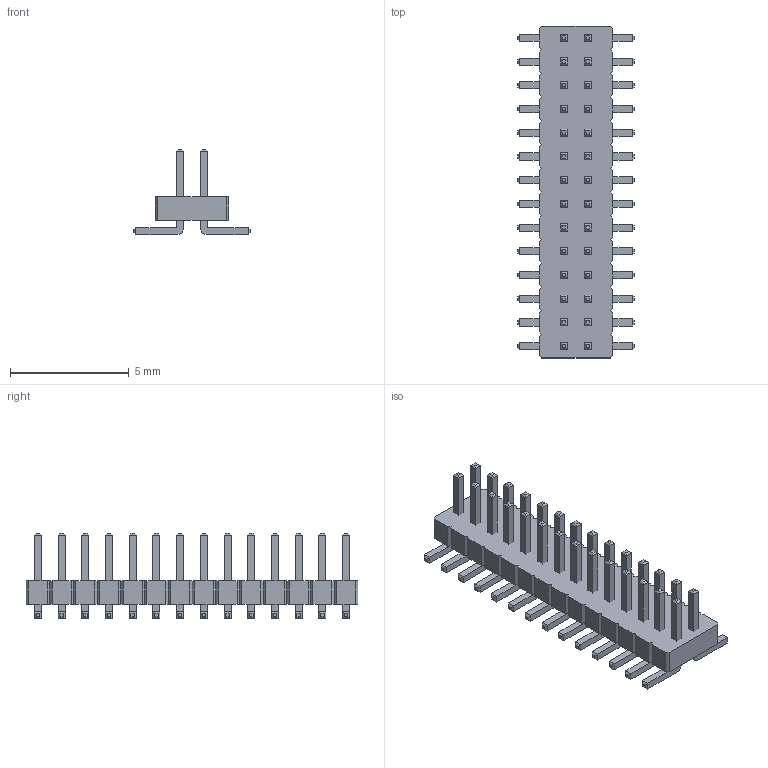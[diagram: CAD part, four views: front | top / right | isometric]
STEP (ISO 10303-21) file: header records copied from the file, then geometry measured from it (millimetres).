
FILE_DESCRIPTION(/* description */ ('model of PinHeader_2x14_P1.00mm_Vertical_SMD'),/* implementation_level */ '2;1');
FILE_NAME(/* name */ 'PinHeader_2x14_P1.00mm_Vertical_SMD.step',/* time_stamp */ '2018-01-24T12:24:48',/* author */ ('kicad StepUp','ksu'),/* organization */ ('FreeCAD'),/* preprocessor_version */ 'OCC',/* originating_system */ 'kicad StepUp',/* authorisation */ '');
FILE_SCHEMA(('AUTOMOTIVE_DESIGN { 1 0 10303 214 1 1 1 1 }'));
Length unit declared in the file: millimetre
Products named in the file (2): PinHeader_2x14_P100mm_Vertical_SMD; Shape0_249710276452
Bounding box: 4.9 x 14 x 3.6 mm (x, y, z)
Volume: 56.4 mm3; surface area: 303.2 mm2
Topology: 29 solids, 29 shells, 564 faces, 1294 edges, 788 vertices
Faces by surface type: plane 536, cylinder 28
Entity records: 10056 total; most frequent: ORIENTED_EDGE 1970, CARTESIAN_POINT 1663, EDGE_CURVE 1294, LINE 1238, VERTEX_POINT 788, AXIS2_PLACEMENT_3D 607, ADVANCED_FACE 564, FACE_BOUND 564
